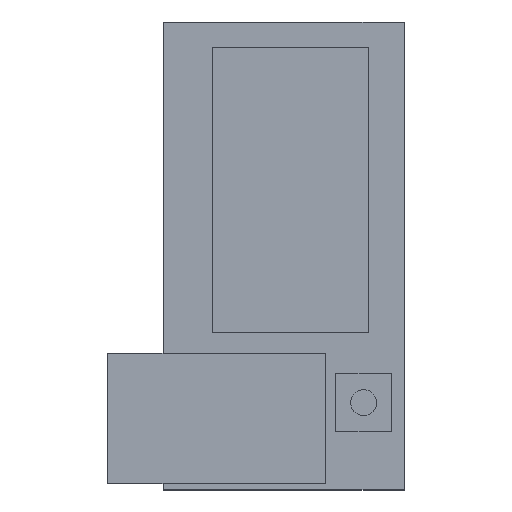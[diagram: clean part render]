
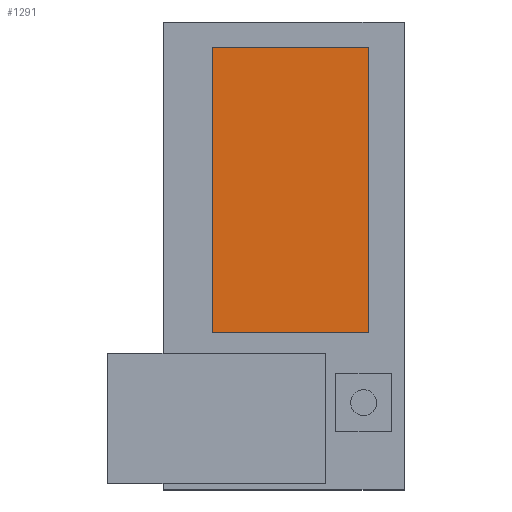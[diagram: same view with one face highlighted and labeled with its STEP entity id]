
A CAD part, top view. The second image highlights one B-rep face of the part: STEP entity #1291.
In plain terms, the highlighted planar face has unit normal (0, 0, 1).
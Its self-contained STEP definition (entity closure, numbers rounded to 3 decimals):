
#132=LINE('',#2246,#230);
#138=LINE('',#2258,#236);
#144=LINE('',#2269,#242);
#148=LINE('',#2277,#246);
#230=VECTOR('',#1881,10.);
#236=VECTOR('',#1893,10.);
#242=VECTOR('',#1901,10.);
#246=VECTOR('',#1911,10.);
#377=FACE_OUTER_BOUND('',#491,.T.);
#491=EDGE_LOOP('',(#1098,#1099,#1100,#1101));
#642=VERTEX_POINT('',#2243);
#643=VERTEX_POINT('',#2245);
#646=VERTEX_POINT('',#2257);
#650=VERTEX_POINT('',#2267);
#788=EDGE_CURVE('',#643,#642,#132,.T.);
#794=EDGE_CURVE('',#646,#643,#138,.T.);
#800=EDGE_CURVE('',#642,#650,#144,.T.);
#804=EDGE_CURVE('',#650,#646,#148,.T.);
#1098=ORIENTED_EDGE('',*,*,#788,.T.);
#1099=ORIENTED_EDGE('',*,*,#800,.T.);
#1100=ORIENTED_EDGE('',*,*,#804,.T.);
#1101=ORIENTED_EDGE('',*,*,#794,.T.);
#1187=PLANE('',#1491);
#1291=ADVANCED_FACE('',(#377),#1187,.T.);
#1491=AXIS2_PLACEMENT_3D('',#2276,#1909,#1910);
#1881=DIRECTION('',(1.,0.,0.));
#1893=DIRECTION('',(0.,-1.,0.));
#1901=DIRECTION('',(0.,1.,0.));
#1909=DIRECTION('center_axis',(0.,0.,1.));
#1910=DIRECTION('ref_axis',(1.,0.,0.));
#1911=DIRECTION('',(-1.,0.,0.));
#2243=CARTESIAN_POINT('',(143.,-100.,9.6));
#2245=CARTESIAN_POINT('',(125.,-100.,9.6));
#2246=CARTESIAN_POINT('',(143.,-100.,9.6));
#2257=CARTESIAN_POINT('',(125.,-67.166,9.6));
#2258=CARTESIAN_POINT('',(125.,-100.,9.6));
#2267=CARTESIAN_POINT('',(143.,-67.166,9.6));
#2269=CARTESIAN_POINT('',(143.,-67.166,9.6));
#2276=CARTESIAN_POINT('Origin',(134.,-83.583,9.6));
#2277=CARTESIAN_POINT('',(125.,-67.166,9.6));
